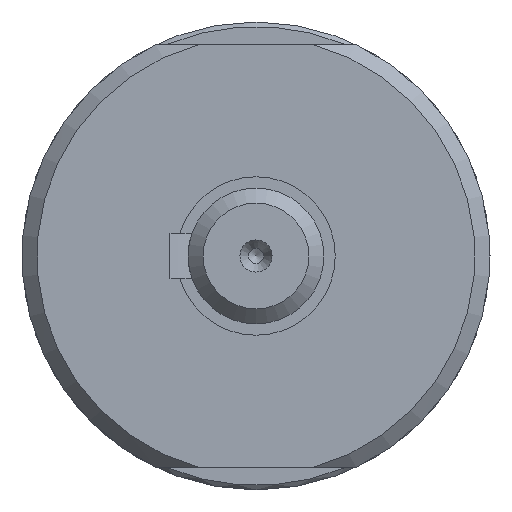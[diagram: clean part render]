
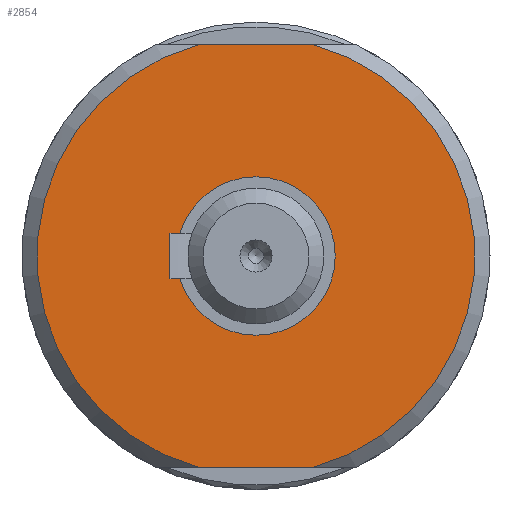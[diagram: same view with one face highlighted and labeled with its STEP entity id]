
A CAD part, left-side view. The second image highlights one B-rep face of the part: STEP entity #2854.
In plain terms, the highlighted planar face has unit normal (-1, 0, 0).
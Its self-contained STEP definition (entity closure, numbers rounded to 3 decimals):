
#218=FACE_BOUND('',#1038,.T.);
#452=LINE('',#4687,#694);
#455=LINE('',#4709,#697);
#694=VECTOR('',#3694,10.);
#697=VECTOR('',#3699,10.);
#871=FACE_OUTER_BOUND('',#1037,.T.);
#1037=EDGE_LOOP('',(#2458,#2459,#2460,#2461));
#1038=EDGE_LOOP('',(#2462,#2463));
#1142=CIRCLE('',#3080,14.5);
#1144=CIRCLE('',#3083,14.5);
#1145=CIRCLE('',#3086,5.25);
#1146=CIRCLE('',#3087,5.25);
#1393=VERTEX_POINT('',#4682);
#1394=VERTEX_POINT('',#4686);
#1399=VERTEX_POINT('',#4704);
#1400=VERTEX_POINT('',#4708);
#1404=VERTEX_POINT('',#4736);
#1405=VERTEX_POINT('',#4737);
#1749=EDGE_CURVE('',#1394,#1393,#452,.T.);
#1756=EDGE_CURVE('',#1400,#1399,#455,.T.);
#1766=EDGE_CURVE('',#1394,#1399,#1142,.T.);
#1768=EDGE_CURVE('',#1400,#1393,#1144,.T.);
#1769=EDGE_CURVE('',#1404,#1405,#1145,.T.);
#1770=EDGE_CURVE('',#1405,#1404,#1146,.T.);
#2458=ORIENTED_EDGE('',*,*,#1749,.T.);
#2459=ORIENTED_EDGE('',*,*,#1768,.F.);
#2460=ORIENTED_EDGE('',*,*,#1756,.T.);
#2461=ORIENTED_EDGE('',*,*,#1766,.F.);
#2462=ORIENTED_EDGE('',*,*,#1769,.T.);
#2463=ORIENTED_EDGE('',*,*,#1770,.T.);
#2722=PLANE('',#3085);
#2854=ADVANCED_FACE('',(#871,#218),#2722,.T.);
#3080=AXIS2_PLACEMENT_3D('',#4730,#3721,#3722);
#3083=AXIS2_PLACEMENT_3D('',#4733,#3727,#3728);
#3085=AXIS2_PLACEMENT_3D('',#4735,#3731,#3732);
#3086=AXIS2_PLACEMENT_3D('',#4738,#3733,#3734);
#3087=AXIS2_PLACEMENT_3D('',#4739,#3735,#3736);
#3694=DIRECTION('',(0.,1.,0.));
#3699=DIRECTION('',(0.,-1.,0.));
#3721=DIRECTION('center_axis',(1.,0.,0.));
#3722=DIRECTION('ref_axis',(0.,1.,0.));
#3727=DIRECTION('center_axis',(1.,0.,0.));
#3728=DIRECTION('ref_axis',(0.,1.,0.));
#3731=DIRECTION('center_axis',(-1.,0.,0.));
#3732=DIRECTION('ref_axis',(0.,0.,
-1.));
#3733=DIRECTION('center_axis',(1.,0.,0.));
#3734=DIRECTION('ref_axis',(0.,-1.,0.));
#3735=DIRECTION('center_axis',(1.,0.,0.));
#3736=DIRECTION('ref_axis',(0.,-1.,0.));
#4682=CARTESIAN_POINT('',(-66.9,3.775,14.));
#4686=CARTESIAN_POINT('',(-66.9,-3.775,14.));
#4687=CARTESIAN_POINT('',(-66.9,1.954,14.));
#4704=CARTESIAN_POINT('',(-66.9,-3.775,-14.));
#4708=CARTESIAN_POINT('',(-66.9,3.775,-14.));
#4709=CARTESIAN_POINT('',(-66.9,-12.329,-14.));
#4730=CARTESIAN_POINT('Origin',(-66.9,0.,0.));
#4733=CARTESIAN_POINT('Origin',(-66.9,0.,0.));
#4735=CARTESIAN_POINT('Origin',(-66.9,-10.375,0.));
#4736=CARTESIAN_POINT('',(-66.9,-5.25,0.));
#4737=CARTESIAN_POINT('',(-66.9,5.25,0.));
#4738=CARTESIAN_POINT('Origin',(-66.9,0.,0.));
#4739=CARTESIAN_POINT('Origin',(-66.9,0.,0.));
